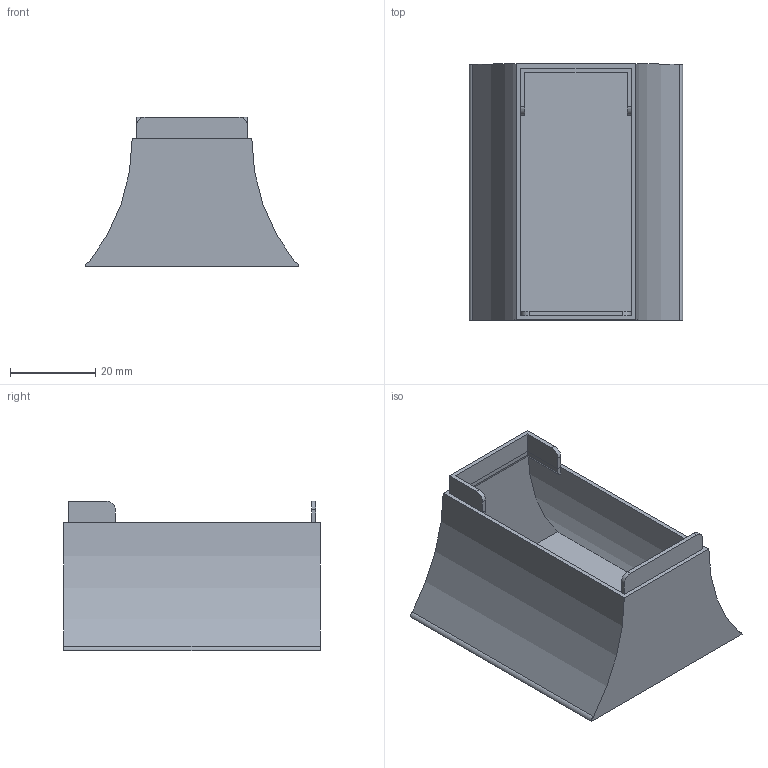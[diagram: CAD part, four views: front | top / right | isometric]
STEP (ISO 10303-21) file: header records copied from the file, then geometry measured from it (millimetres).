
FILE_DESCRIPTION (( 'STEP AP203' ), '1' );
FILE_NAME ('奻裔.STEP', '2025-07-08T14:42:56', ( '' ), ( '' ), 'SwSTEP 2.0', 'SolidWorks 2021', '' );
FILE_SCHEMA (( 'CONFIG_CONTROL_DESIGN' ));
Length unit declared in the file: millimetre
Products named in the file (1): 奻裔
Bounding box: 50 x 60 x 35 mm (x, y, z)
Volume: 9086.3 mm3; surface area: 18630.8 mm2
Topology: 5 solids, 5 shells, 53 faces, 122 edges, 80 vertices
Faces by surface type: plane 39, cylinder 14
Entity records: 1557 total; most frequent: CARTESIAN_POINT 262, DIRECTION 252, ORIENTED_EDGE 244, EDGE_CURVE 122, LINE 96, VECTOR 96, VERTEX_POINT 80, AXIS2_PLACEMENT_3D 78
